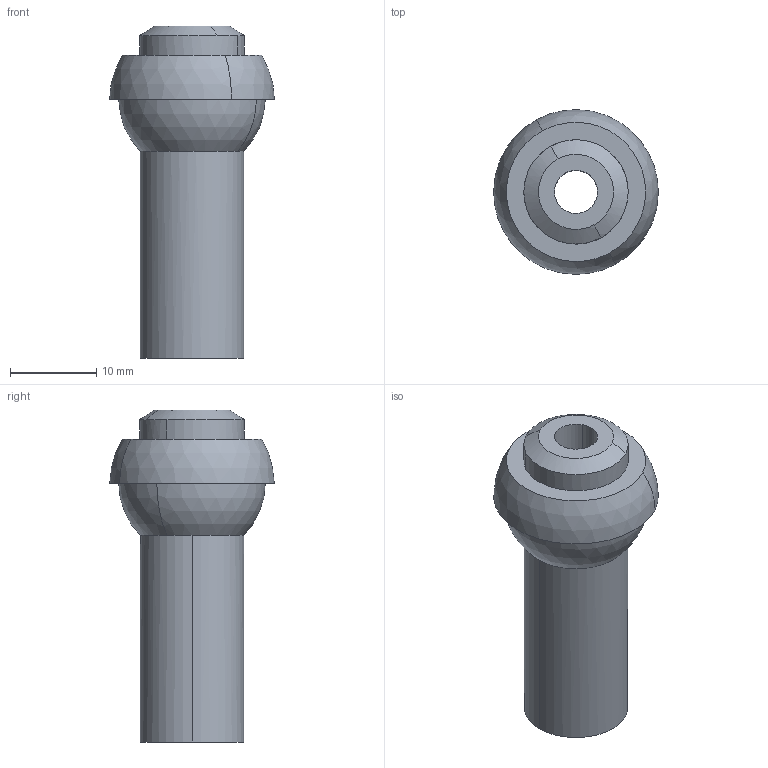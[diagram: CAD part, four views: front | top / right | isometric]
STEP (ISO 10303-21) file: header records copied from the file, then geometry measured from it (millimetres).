
FILE_DESCRIPTION(('CATIA V5 STEP Exchange'),'2;1');
FILE_NAME('sucette sphere diam 19mm.stp','2022-06-07T13:08:23+00:00',('none'),('none'),'CATIA Version 5 Release 21 GA (IN-10)','CATIA V5 STEP AP203','none');
FILE_SCHEMA(('CONFIG_CONTROL_DESIGN'));
Length unit declared in the file: millimetre
Products named in the file (1): sucette sphère diam 19mm
Bounding box: 19.09 x 19.09 x 38.5 mm (x, y, z)
Volume: 4240.6 mm3; surface area: 2716.5 mm2
Topology: 1 solids, 1 shells, 20 faces, 44 edges, 28 vertices
Faces by surface type: cylinder 8, sphere 6, plane 4, cone 2
Entity records: 589 total; most frequent: CARTESIAN_POINT 141, ORIENTED_EDGE 88, DIRECTION 64, EDGE_CURVE 44, AXIS2_PLACEMENT_3D 43, CIRCLE 30, VERTEX_POINT 28, EDGE_LOOP 24
